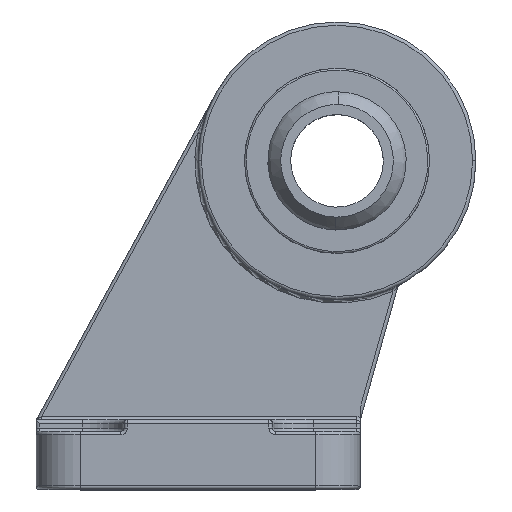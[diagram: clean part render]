
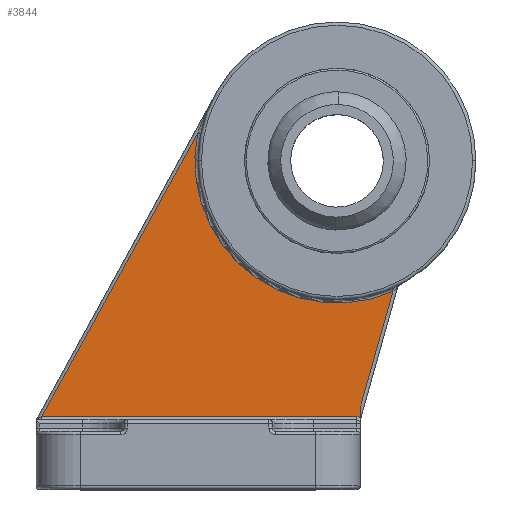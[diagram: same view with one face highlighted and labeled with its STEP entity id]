
A CAD part, top view. The second image highlights one B-rep face of the part: STEP entity #3844.
In plain terms, the highlighted planar face has unit normal (0, 0, 1).
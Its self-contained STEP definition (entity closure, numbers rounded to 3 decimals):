
#270 = DIRECTION ( 'NONE',  ( 1., 0., 0. ) ) ;
#375 = VERTEX_POINT ( 'NONE', #957 ) ;
#475 = DIRECTION ( 'NONE',  ( 1., 0., 0. ) ) ;
#521 = ORIENTED_EDGE ( 'NONE', *, *, #1797, .T. ) ;
#957 = CARTESIAN_POINT ( 'NONE',  ( 35., 17.618, 6. ) ) ;
#1261 = EDGE_CURVE ( 'NONE', #4457, #7239, #2843, .T. ) ;
#1313 = VECTOR ( 'NONE', #5691, 1000. ) ;
#1655 = CARTESIAN_POINT ( 'NONE',  ( 30., 71., 6. ) ) ;
#1797 = EDGE_CURVE ( 'NONE', #7239, #4037, #6488, .T. ) ;
#1829 = CIRCLE ( 'NONE', #2820, 1.42 ) ;
#1925 = CARTESIAN_POINT ( 'NONE',  ( -0.115, 77.015, 6. ) ) ;
#2082 = DIRECTION ( 'NONE',  ( 1., 0., 0. ) ) ;
#2363 = VECTOR ( 'NONE', #3452, 1000. ) ;
#2526 = ORIENTED_EDGE ( 'NONE', *, *, #4301, .T. ) ;
#2546 = LINE ( 'NONE', #6991, #2363 ) ;
#2762 = DIRECTION ( 'NONE',  ( 1., 0., 0. ) ) ;
#2795 = EDGE_CURVE ( 'NONE', #5035, #4457, #4777, .T. ) ;
#2820 = AXIS2_PLACEMENT_3D ( 'NONE', #3140, #6074, #270 ) ;
#2843 = LINE ( 'NONE', #3860, #1313 ) ;
#2930 = EDGE_CURVE ( 'NONE', #375, #3313, #2546, .T. ) ;
#3140 = CARTESIAN_POINT ( 'NONE',  ( 34.29, 14.29, 6. ) ) ;
#3307 = FACE_OUTER_BOUND ( 'NONE', #6999, .T. ) ;
#3313 = VERTEX_POINT ( 'NONE', #4885 ) ;
#3334 = LINE ( 'NONE', #4287, #5983 ) ;
#3452 = DIRECTION ( 'NONE',  ( 0., -1., 0. ) ) ;
#3844 = ADVANCED_FACE ( 'NONE', ( #3307 ), #6309, .T. ) ;
#3860 = CARTESIAN_POINT ( 'NONE',  ( 4.33, 85.105, 6. ) ) ;
#3935 = DIRECTION ( 'NONE',  ( 0., 0., -1. ) ) ;
#4037 = VERTEX_POINT ( 'NONE', #7080 ) ;
#4159 = ORIENTED_EDGE ( 'NONE', *, *, #1261, .T. ) ;
#4271 = EDGE_CURVE ( 'NONE', #375, #5035, #3334, .T. ) ;
#4287 = CARTESIAN_POINT ( 'NONE',  ( 48.567, 65.768, 6. ) ) ;
#4301 = EDGE_CURVE ( 'NONE', #4037, #3313, #1829, .T. ) ;
#4457 = VERTEX_POINT ( 'NONE', #1925 ) ;
#4777 = CIRCLE ( 'NONE', #6255, 30.71 ) ;
#4885 = CARTESIAN_POINT ( 'NONE',  ( 35., 15.52, 6. ) ) ;
#5018 = CARTESIAN_POINT ( 'NONE',  ( -33.8, 15.71, 6. ) ) ;
#5035 = VERTEX_POINT ( 'NONE', #7224 ) ;
#5056 = DIRECTION ( 'NONE',  ( 0., 0., 1. ) ) ;
#5093 = CARTESIAN_POINT ( 'NONE',  ( 34.29, 15.71, 6. ) ) ;
#5114 = VECTOR ( 'NONE', #2082, 1000. ) ;
#5421 = DIRECTION ( 'NONE',  ( 0.271, 0.963, 0. ) ) ;
#5691 = DIRECTION ( 'NONE',  ( -0.482, -0.876, 0. ) ) ;
#5983 = VECTOR ( 'NONE', #5421, 1000. ) ;
#6074 = DIRECTION ( 'NONE',  ( 0., 0., -1. ) ) ;
#6246 = CARTESIAN_POINT ( 'NONE',  ( 30., 71., 6. ) ) ;
#6255 = AXIS2_PLACEMENT_3D ( 'NONE', #1655, #3935, #475 ) ;
#6309 = PLANE ( 'NONE',  #6955 ) ;
#6488 = LINE ( 'NONE', #5093, #5114 ) ;
#6601 = ORIENTED_EDGE ( 'NONE', *, *, #2795, .T. ) ;
#6955 = AXIS2_PLACEMENT_3D ( 'NONE', #6246, #5056, #2762 ) ;
#6991 = CARTESIAN_POINT ( 'NONE',  ( 35., 71., 6. ) ) ;
#6999 = EDGE_LOOP ( 'NONE', ( #521, #2526, #7140, #7122, #6601, #4159 ) ) ;
#7080 = CARTESIAN_POINT ( 'NONE',  ( 34.29, 15.71, 6. ) ) ;
#7122 = ORIENTED_EDGE ( 'NONE', *, *, #4271, .T. ) ;
#7140 = ORIENTED_EDGE ( 'NONE', *, *, #2930, .F. ) ;
#7224 = CARTESIAN_POINT ( 'NONE',  ( 42.086, 42.768, 6. ) ) ;
#7239 = VERTEX_POINT ( 'NONE', #5018 ) ;
